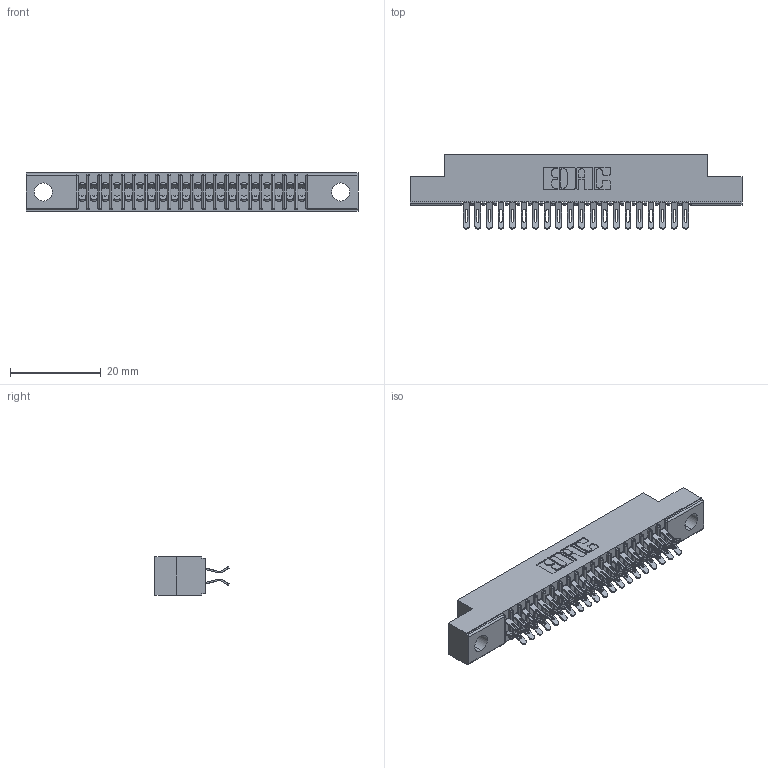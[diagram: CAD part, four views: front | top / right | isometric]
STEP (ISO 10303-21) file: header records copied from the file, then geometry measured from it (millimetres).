
FILE_DESCRIPTION (( 'STEP AP203' ), '1' );
FILE_NAME ('341-040-555-204.STEP', '2018-08-07T00:38:52', ( '' ), ( '' ), 'SwSTEP 2.0', 'SolidWorks 2016', '' );
FILE_SCHEMA (( 'CONFIG_CONTROL_DESIGN' ));
Length unit declared in the file: inch
Products named in the file (3): 341 Part_.156 (3.96) Dia Mounting Holes; 341-292-001_341-292-155; 341-040-555-204
Assembly tree (41 placements, depth 2):
  341-040-555-204
    341 Part_.156 (3.96) Dia Mounting Holes
    341-292-001_341-292-155  x40
Bounding box: 73.03 x 16.31 x 8.38 mm (x, y, z)
Volume: 4107.7 mm3; surface area: 8662.1 mm2
Topology: 41 solids, 41 shells, 3250 faces, 9692 edges, 6310 vertices
Faces by surface type: plane 1762, cylinder 1408, sphere 42, torus 38
Entity records: 28023 total; most frequent: CARTESIAN_POINT 4680, ORIENTED_EDGE 4636, DIRECTION 4540, EDGE_CURVE 2318, VECTOR 1840, LINE 1840, VERTEX_POINT 1474, AXIS2_PLACEMENT_3D 1350
